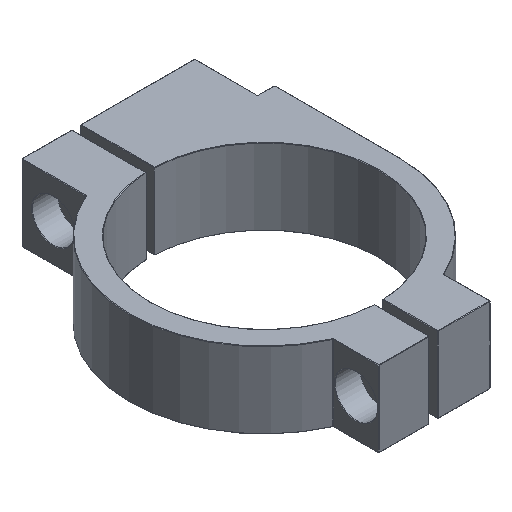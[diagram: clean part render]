
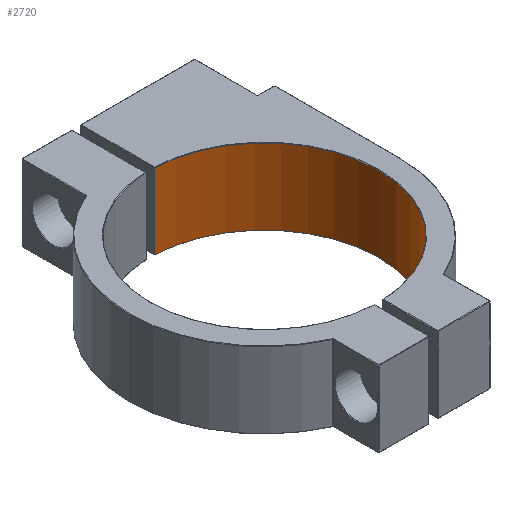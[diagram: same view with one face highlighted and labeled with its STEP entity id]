
A CAD part, isometric view. The second image highlights one B-rep face of the part: STEP entity #2720.
In plain terms, the highlighted cylindrical face has radius 27 mm (diameter 54 mm), a partial arc.
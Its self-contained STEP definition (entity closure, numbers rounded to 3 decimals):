
#26=CYLINDRICAL_SURFACE('',#2885,27.);
#166=CIRCLE('',#2831,27.);
#167=CIRCLE('',#2835,27.);
#323=FACE_OUTER_BOUND('',#480,.T.);
#480=EDGE_LOOP('',(#2514,#2515,#2516,#2517));
#728=LINE('',#7513,#978);
#732=LINE('',#7531,#982);
#978=VECTOR('',#3408,10.);
#982=VECTOR('',#3436,10.);
#1265=VERTEX_POINT('',#7075);
#1266=VERTEX_POINT('',#7080);
#1273=VERTEX_POINT('',#7103);
#1274=VERTEX_POINT('',#7104);
#1613=EDGE_CURVE('',#1265,#1266,#166,.T.);
#1623=EDGE_CURVE('',#1273,#1274,#167,.T.);
#1724=EDGE_CURVE('',#1265,#1274,#728,.T.);
#1730=EDGE_CURVE('',#1273,#1266,#732,.T.);
#2514=ORIENTED_EDGE('',*,*,#1613,.F.);
#2515=ORIENTED_EDGE('',*,*,#1724,.T.);
#2516=ORIENTED_EDGE('',*,*,#1623,.F.);
#2517=ORIENTED_EDGE('',*,*,#1730,.T.);
#2720=ADVANCED_FACE('',(#323),#26,.F.);
#2831=AXIS2_PLACEMENT_3D('',#7081,#3226,#3227);
#2835=AXIS2_PLACEMENT_3D('',#7105,#3242,#3243);
#2885=AXIS2_PLACEMENT_3D('',#7530,#3434,#3435);
#3226=DIRECTION('center_axis',(0.,0.,-1.));
#3227=DIRECTION('ref_axis',(1.,0.,0.));
#3242=DIRECTION('center_axis',(0.,0.,1.));
#3243=DIRECTION('ref_axis',(1.,0.,0.));
#3408=DIRECTION('',(0.,0.,-1.));
#3434=DIRECTION('center_axis',(0.,0.,1.));
#3435=DIRECTION('ref_axis',(1.,0.,0.));
#3436=DIRECTION('',(0.,0.,1.));
#7075=CARTESIAN_POINT('',(1.,26.981,17.9));
#7080=CARTESIAN_POINT('',(1.,-26.981,17.9));
#7081=CARTESIAN_POINT('Origin',(0.,0.,17.9));
#7103=CARTESIAN_POINT('',(1.,-26.981,0.1));
#7104=CARTESIAN_POINT('',(1.,26.981,0.1));
#7105=CARTESIAN_POINT('Origin',(0.,0.,0.1));
#7513=CARTESIAN_POINT('',(1.,26.981,0.));
#7530=CARTESIAN_POINT('Origin',(0.,0.,0.));
#7531=CARTESIAN_POINT('',(1.,-26.981,0.));
